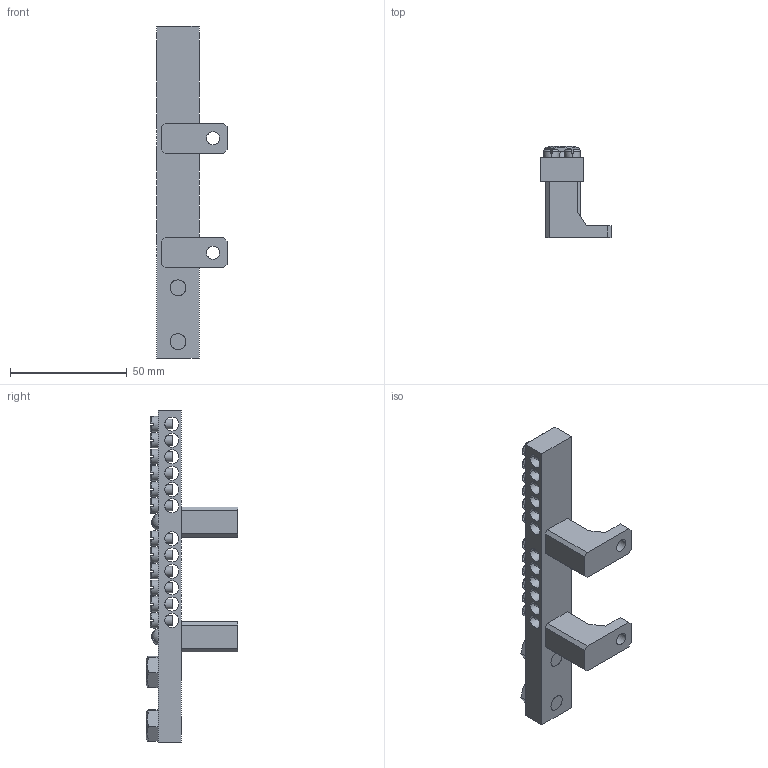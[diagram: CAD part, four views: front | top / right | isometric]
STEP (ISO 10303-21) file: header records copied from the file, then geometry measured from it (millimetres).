
FILE_DESCRIPTION (( 'STEP AP214' ), '1' );
FILE_NAME ('Øèíà N íîëü íà äâóõ óãë. èçîë. 200À ØÍÈ-10õ18-24-L2-Ñ IEK.STEP', '2023-04-13T12:56:20', ( '' ), ( '' ), 'SwSTEP 2.0', 'SolidWorks 2022', '' );
FILE_SCHEMA (( 'AUTOMOTIVE_DESIGN' ));
Length unit declared in the file: millimetre
Products named in the file (6): Винт М4; Шина 12; Винт M8; Винт М5; Шина N ноль на двух угл. изол. 200А ШНИ-10х18-24-L2-С IEK; Ножка
Assembly tree (31 placements, depth 2):
  Шина N ноль на двух угл. изол. 200А ШНИ-10х18-24-L2-С IEK
    Шина 12
    Ножка  x2
    Винт M8  x2
    Винт М4  x2
    Винт М5  x24
Bounding box: 30 x 39 x 142 mm (x, y, z)
Volume: 34234.7 mm3; surface area: 24956.2 mm2
Topology: 31 solids, 31 shells, 780 faces, 2116 edges, 1408 vertices
Faces by surface type: plane 480, cylinder 196, torus 96, cone 4, sphere 4
Entity records: 8196 total; most frequent: CARTESIAN_POINT 2684, ORIENTED_EDGE 1120, DIRECTION 1050, EDGE_CURVE 560, AXIS2_PLACEMENT_3D 386, VERTEX_POINT 372, LINE 278, VECTOR 278
